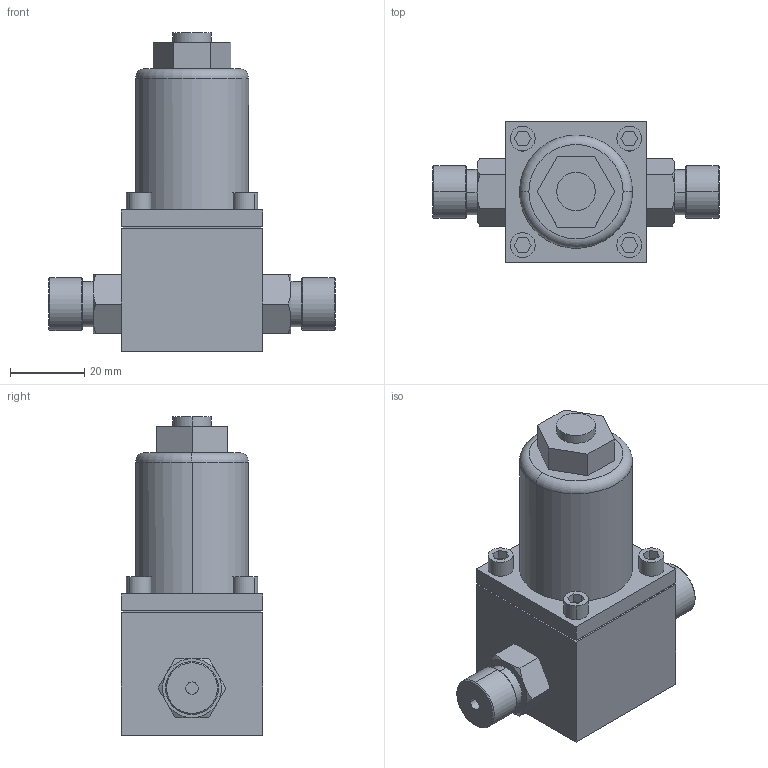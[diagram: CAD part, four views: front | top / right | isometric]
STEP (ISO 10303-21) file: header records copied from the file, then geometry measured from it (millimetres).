
FILE_DESCRIPTION((''),'2;1');
FILE_NAME('0248A-SWAGELOK_ASM','2015-10-09T',('cockrofm'),(''),'PRO/ENGINEER BY PARAMETRIC TECHNOLOGY CORPORATION, 2011490','PRO/ENGINEER BY PARAMETRIC TECHNOLOGY CORPORATION, 2011490','');
FILE_SCHEMA(('CONFIG_CONTROL_DESIGN'));
Length unit declared in the file: inch
Products named in the file (3): 0248A_WITH_117-6762_FTGS; 117-6757_4VCO_TO_5-16_THD_MALE; 0248A-SWAGELOK_ASM
Assembly tree (3 placements, depth 2):
  0248A-SWAGELOK_ASM
    0248A_WITH_117-6762_FTGS
    117-6757_4VCO_TO_5-16_THD_MALE  x2
Bounding box: 77.22 x 38.1 x 85.85 mm (x, y, z)
Volume: 92817.3 mm3; surface area: 18015.7 mm2
Topology: 3 solids, 7 shells, 161 faces, 364 edges, 232 vertices
Faces by surface type: plane 83, cylinder 44, cone 32, torus 2
Entity records: 3641 total; most frequent: CARTESIAN_POINT 745, DIRECTION 602, ORIENTED_EDGE 544, EDGE_CURVE 278, AXIS2_PLACEMENT_3D 217, VERTEX_POINT 180, VECTOR 168, LINE 168
